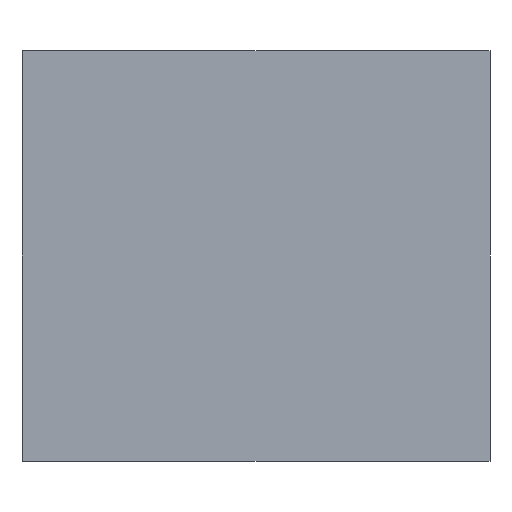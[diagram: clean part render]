
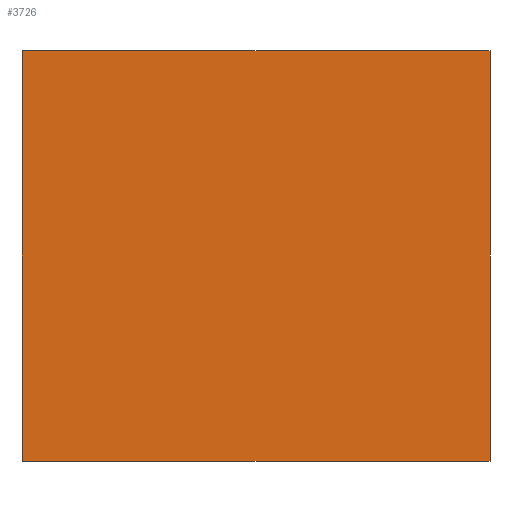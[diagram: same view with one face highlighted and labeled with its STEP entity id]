
A CAD part, front view. The second image highlights one B-rep face of the part: STEP entity #3726.
In plain terms, the highlighted planar face has unit normal (0, -1, 0).
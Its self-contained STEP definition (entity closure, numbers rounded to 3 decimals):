
#146 = DIRECTION ( 'NONE',  ( 1., 0., 0. ) ) ;
#336 = VECTOR ( 'NONE', #146, 1000. ) ;
#351 = FACE_OUTER_BOUND ( 'NONE', #4701, .T. ) ;
#366 = CARTESIAN_POINT ( 'NONE',  ( -525., 0., 460. ) ) ;
#374 = ORIENTED_EDGE ( 'NONE', *, *, #1409, .T. ) ;
#389 = ORIENTED_EDGE ( 'NONE', *, *, #3390, .T. ) ;
#571 = CARTESIAN_POINT ( 'NONE',  ( 525., 0., 460. ) ) ;
#577 = LINE ( 'NONE', #4311, #1802 ) ;
#929 = CARTESIAN_POINT ( 'NONE',  ( 525., 0., -460. ) ) ;
#1180 = LINE ( 'NONE', #366, #4155 ) ;
#1191 = VERTEX_POINT ( 'NONE', #4983 ) ;
#1356 = CARTESIAN_POINT ( 'NONE',  ( 525., 0., -460. ) ) ;
#1385 = VERTEX_POINT ( 'NONE', #929 ) ;
#1409 = EDGE_CURVE ( 'NONE', #1191, #1385, #2454, .T. ) ;
#1412 = EDGE_CURVE ( 'NONE', #4344, #2666, #4411, .T. ) ;
#1585 = DIRECTION ( 'NONE',  ( 0., 0., -1. ) ) ;
#1802 = VECTOR ( 'NONE', #2881, 1000. ) ;
#1861 = CARTESIAN_POINT ( 'NONE',  ( 525., 0., 460. ) ) ;
#1905 = PLANE ( 'NONE',  #2216 ) ;
#2216 = AXIS2_PLACEMENT_3D ( 'NONE', #4991, #2707, #4264 ) ;
#2454 = LINE ( 'NONE', #1356, #336 ) ;
#2524 = DIRECTION ( 'NONE',  ( 1., 0., 0. ) ) ;
#2666 = VERTEX_POINT ( 'NONE', #1861 ) ;
#2707 = DIRECTION ( 'NONE',  ( 0., 1., 0. ) ) ;
#2769 = ORIENTED_EDGE ( 'NONE', *, *, #1412, .F. ) ;
#2868 = EDGE_CURVE ( 'NONE', #2666, #1385, #577, .T. ) ;
#2881 = DIRECTION ( 'NONE',  ( 0., 0., -1. ) ) ;
#3158 = VECTOR ( 'NONE', #2524, 1000. ) ;
#3390 = EDGE_CURVE ( 'NONE', #4344, #1191, #1180, .T. ) ;
#3726 = ADVANCED_FACE ( 'NONE', ( #351 ), #1905, .F. ) ;
#4155 = VECTOR ( 'NONE', #1585, 1000. ) ;
#4264 = DIRECTION ( 'NONE',  ( 0., 0., 1. ) ) ;
#4311 = CARTESIAN_POINT ( 'NONE',  ( 525., 0., 460. ) ) ;
#4344 = VERTEX_POINT ( 'NONE', #4820 ) ;
#4411 = LINE ( 'NONE', #571, #3158 ) ;
#4444 = ORIENTED_EDGE ( 'NONE', *, *, #2868, .F. ) ;
#4701 = EDGE_LOOP ( 'NONE', ( #374, #4444, #2769, #389 ) ) ;
#4820 = CARTESIAN_POINT ( 'NONE',  ( -525., 0., 460. ) ) ;
#4983 = CARTESIAN_POINT ( 'NONE',  ( -525., 0., -460. ) ) ;
#4991 = CARTESIAN_POINT ( 'NONE',  ( 525., 0., 460. ) ) ;
